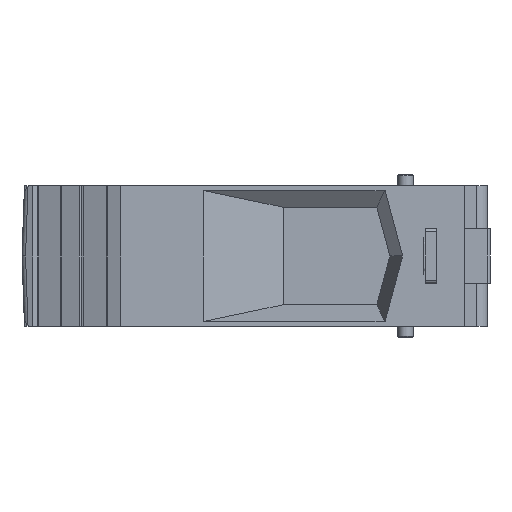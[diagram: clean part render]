
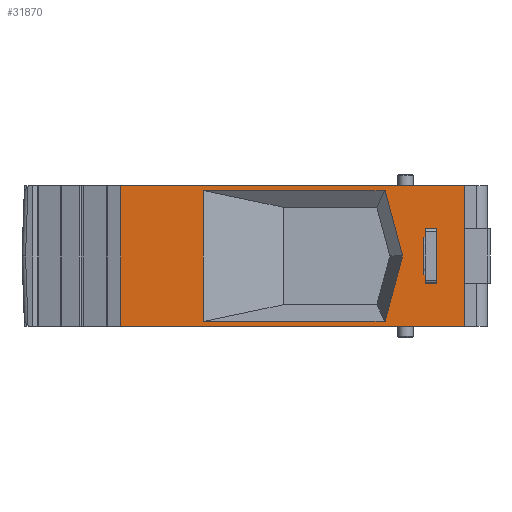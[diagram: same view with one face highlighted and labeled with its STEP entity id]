
A CAD part, left-side view. The second image highlights one B-rep face of the part: STEP entity #31870.
In plain terms, the highlighted face is planar.
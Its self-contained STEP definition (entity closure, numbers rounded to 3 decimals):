
#16770=CARTESIAN_POINT('',(-9.,-2.968,
-17.757));
#16780=VERTEX_POINT('',#16770);
#16810=CARTESIAN_POINT('',(-9.,0.,-18.837));
#16820=DIRECTION('',(0.,-0.94,
0.342));
#16830=VECTOR('',#16820,1.);
#16840=LINE('',#16810,#16830);
#16850=CARTESIAN_POINT('',(-9.,-62.489,
3.907));
#16860=VERTEX_POINT('',#16850);
#16870=EDGE_CURVE('',#16780,#16860,#16840,.T.);
#25390=CARTESIAN_POINT('',(16.094,-17.269,
-12.552));
#25400=VERTEX_POINT('',#25390);
#25480=CARTESIAN_POINT('',(-8.094,-17.269,
-12.552));
#25490=VERTEX_POINT('',#25480);
#25520=CARTESIAN_POINT('',(0.,-17.269,-12.552));
#25530=DIRECTION('',(1.,0.,0.));
#25540=VECTOR('',#25530,1.);
#25550=LINE('',#25520,#25540);
#25560=EDGE_CURVE('',#25490,#25400,#25550,.T.);
#26920=CARTESIAN_POINT('',(-8.094,0.,-18.837));
#26930=DIRECTION('',(0.,0.94,
-0.342));
#26940=VECTOR('',#26930,1.);
#26950=LINE('',#26920,#26940);
#26960=CARTESIAN_POINT('',(-8.094,-48.786,
-1.081));
#26970=VERTEX_POINT('',#26960);
#26980=EDGE_CURVE('',#26970,#25490,#26950,.T.);
#30710=CARTESIAN_POINT('',(4.,-51.024,-0.266));
#30720=DIRECTION('',(0.,0.342,
0.94));
#30730=DIRECTION('',(0.,0.94,
-0.342));
#30740=AXIS2_PLACEMENT_3D('',#30710,#30720,#30730);
#30750=PLANE('',#30740);
#30760=CARTESIAN_POINT('',(0.,-55.723,1.444));
#30770=DIRECTION('',(-1.,0.,0.));
#30780=VECTOR('',#30770,1.);
#30790=LINE('',#30760,#30780);
#30800=CARTESIAN_POINT('',(1.1,-55.723,1.444));
#30810=VERTEX_POINT('',#30800);
#30820=CARTESIAN_POINT('',(-1.,-55.723,1.444));
#30830=VERTEX_POINT('',#30820);
#30840=EDGE_CURVE('',#30810,#30830,#30790,.T.);
#30850=ORIENTED_EDGE('',*,*,#30840,.F.);
#30860=CARTESIAN_POINT('',(-1.,0.,-18.837));
#30870=DIRECTION('',(0.,0.94,
-0.342));
#30880=VECTOR('',#30870,1.);
#30890=LINE('',#30860,#30880);
#30900=CARTESIAN_POINT('',(-1.,-57.697,2.162));
#30910=VERTEX_POINT('',#30900);
#30920=EDGE_CURVE('',#30910,#30830,#30890,.T.);
#30930=ORIENTED_EDGE('',*,*,#30920,.T.);
#30940=CARTESIAN_POINT('',(0.,-57.697,2.162));
#30950=DIRECTION('',(-1.,0.,0.));
#30960=VECTOR('',#30950,1.);
#30970=LINE('',#30940,#30960);
#30980=CARTESIAN_POINT('',(1.1,-57.697,
2.162));
#30990=VERTEX_POINT('',#30980);
#31000=EDGE_CURVE('',#30990,#30910,#30970,.T.);
#31010=ORIENTED_EDGE('',*,*,#31000,.T.);
#31020=CARTESIAN_POINT('',(1.1,0.,-18.837));
#31030=DIRECTION('',(0.,-0.94,
0.342));
#31040=VECTOR('',#31030,1.);
#31050=LINE('',#31020,#31040);
#31060=EDGE_CURVE('',#30810,#30990,#31050,.T.);
#31070=ORIENTED_EDGE('',*,*,#31060,.T.);
#31080=EDGE_LOOP('',(#31070,#31010,#30930,#30850));
#31090=FACE_BOUND('',#31080,.T.);
#31100=CARTESIAN_POINT('',(8.,-50.824,
-0.339));
#31110=DIRECTION('',(0.966,0.243,
-0.089));
#31120=VECTOR('',#31110,1.);
#31130=LINE('',#31100,#31120);
#31140=CARTESIAN_POINT('',(4.,-51.831,
0.028));
#31150=VERTEX_POINT('',#31140);
#31160=CARTESIAN_POINT('',(16.094,-48.786,
-1.081));
#31170=VERTEX_POINT('',#31160);
#31180=EDGE_CURVE('',#31150,#31170,#31130,.T.);
#31190=ORIENTED_EDGE('',*,*,#31180,.F.);
#31200=CARTESIAN_POINT('',(16.094,0.,
-18.837));
#31210=DIRECTION('',(0.,0.94,
-0.342));
#31220=VECTOR('',#31210,1.);
#31230=LINE('',#31200,#31220);
#31240=EDGE_CURVE('',#31170,#25400,#31230,.T.);
#31250=ORIENTED_EDGE('',*,*,#31240,.F.);
#31260=ORIENTED_EDGE('',*,*,#25560,.T.);
#31270=ORIENTED_EDGE('',*,*,#26980,.T.);
#31280=CARTESIAN_POINT('',(0.,-50.824,-0.339));
#31290=DIRECTION('',(-0.966,0.243,
-0.089));
#31300=VECTOR('',#31290,1.);
#31310=LINE('',#31280,#31300);
#31320=EDGE_CURVE('',#31150,#26970,#31310,.T.);
#31330=ORIENTED_EDGE('',*,*,#31320,.T.);
#31340=EDGE_LOOP('',(#31330,#31270,#31260,#31250,#31190));
#31350=FACE_BOUND('',#31340,.T.);
#31360=CARTESIAN_POINT('',(9.,0.,-18.837));
#31370=DIRECTION('',(0.,0.94,
-0.342));
#31380=VECTOR('',#31370,1.);
#31390=LINE('',#31360,#31380);
#31400=CARTESIAN_POINT('',(9.,-57.697,
2.162));
#31410=VERTEX_POINT('',#31400);
#31420=CARTESIAN_POINT('',(9.,-55.723,
1.444));
#31430=VERTEX_POINT('',#31420);
#31440=EDGE_CURVE('',#31410,#31430,#31390,.T.);
#31450=ORIENTED_EDGE('',*,*,#31440,.F.);
#31460=CARTESIAN_POINT('',(6.9,-55.723,
1.444));
#31470=VERTEX_POINT('',#31460);
#31480=EDGE_CURVE('',#31430,#31470,#30790,.T.);
#31490=ORIENTED_EDGE('',*,*,#31480,.F.);
#31500=CARTESIAN_POINT('',(6.9,0.,-18.837));
#31510=DIRECTION('',(0.,-0.94,
0.342));
#31520=VECTOR('',#31510,1.);
#31530=LINE('',#31500,#31520);
#31540=CARTESIAN_POINT('',(6.9,-57.697,
2.162));
#31550=VERTEX_POINT('',#31540);
#31560=EDGE_CURVE('',#31470,#31550,#31530,.T.);
#31570=ORIENTED_EDGE('',*,*,#31560,.F.);
#31580=EDGE_CURVE('',#31410,#31550,#30970,.T.);
#31590=ORIENTED_EDGE('',*,*,#31580,.T.);
#31600=EDGE_LOOP('',(#31590,#31570,#31490,#31450));
#31610=FACE_BOUND('',#31600,.T.);
#31620=ORIENTED_EDGE('',*,*,#16870,.T.);
#31630=CARTESIAN_POINT('',(0.,-2.968,-17.757));
#31640=DIRECTION('',(1.,0.,0.));
#31650=VECTOR('',#31640,1.);
#31660=LINE('',#31630,#31650);
#31670=CARTESIAN_POINT('',(17.,-2.968,-17.757));
#31680=VERTEX_POINT('',#31670);
#31690=EDGE_CURVE('',#16780,#31680,#31660,.T.);
#31700=ORIENTED_EDGE('',*,*,#31690,.F.);
#31710=CARTESIAN_POINT('',(17.,0.,-18.837));
#31720=DIRECTION('',(0.,-0.94,
0.342));
#31730=VECTOR('',#31720,1.);
#31740=LINE('',#31710,#31730);
#31750=CARTESIAN_POINT('',(17.,-62.489,3.907));
#31760=VERTEX_POINT('',#31750);
#31770=EDGE_CURVE('',#31680,#31760,#31740,.T.);
#31780=ORIENTED_EDGE('',*,*,#31770,.F.);
#31790=CARTESIAN_POINT('',(0.,-62.489,3.907));
#31800=DIRECTION('',(1.,0.,0.));
#31810=VECTOR('',#31800,1.);
#31820=LINE('',#31790,#31810);
#31830=EDGE_CURVE('',#16860,#31760,#31820,.T.);
#31840=ORIENTED_EDGE('',*,*,#31830,.T.);
#31850=EDGE_LOOP('',(#31840,#31780,#31700,#31620));
#31860=FACE_OUTER_BOUND('',#31850,.T.);
#31870=ADVANCED_FACE('',(#31090,#31350,#31610,#31860),#30750,.T.);
